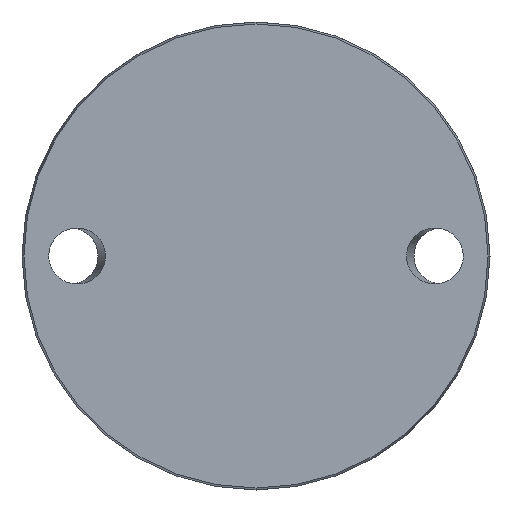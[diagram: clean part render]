
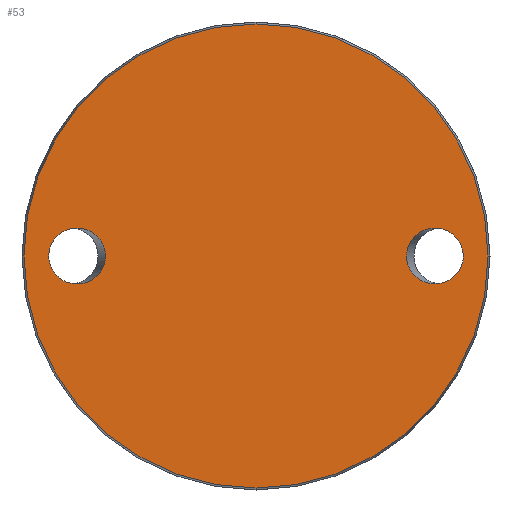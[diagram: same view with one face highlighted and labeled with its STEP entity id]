
A CAD part, front view. The second image highlights one B-rep face of the part: STEP entity #53.
In plain terms, the highlighted planar face has unit normal (0, -1, 0).
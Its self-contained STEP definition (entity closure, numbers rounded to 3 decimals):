
#18 = CARTESIAN_POINT ( 'NONE',  ( 61.115, 0., -16.5 ) ) ;
#53 = ADVANCED_FACE ( 'NONE', ( #770, #161, #1019 ), #789, .F. ) ;
#67 =( BOUNDED_CURVE ( )  B_SPLINE_CURVE ( 3, ( #117, #265, #365, #830, #894, #187, #810 ),
 .UNSPECIFIED., .T., .T. ) 
 B_SPLINE_CURVE_WITH_KNOTS ( ( 4, 3, 4 ),
 ( 0., 3.142, 6.283 ),
 .UNSPECIFIED. ) 
 CURVE ( )  GEOMETRIC_REPRESENTATION_ITEM ( )  RATIONAL_B_SPLINE_CURVE ( ( 1., 0.333, 0.333, 1., 0.333, 0.333, 1. ) ) 
 REPRESENTATION_ITEM ( '' )  );
#107 = CARTESIAN_POINT ( 'NONE',  ( 61.115, 0., 0. ) ) ;
#111 = CARTESIAN_POINT ( 'NONE',  ( 44.385, 0., 0. ) ) ;
#117 = CARTESIAN_POINT ( 'NONE',  ( -61.115, 0., 0. ) ) ;
#161 = FACE_BOUND ( 'NONE', #817, .T. ) ;
#164 = ORIENTED_EDGE ( 'NONE', *, *, #227, .T. ) ;
#186 = VERTEX_POINT ( 'NONE', #264 ) ;
#187 = CARTESIAN_POINT ( 'NONE',  ( -61.115, 0., -16.5 ) ) ;
#225 = DIRECTION ( 'NONE',  ( 0., 0., -1. ) ) ;
#227 = EDGE_CURVE ( 'NONE', #186, #186, #764, .T. ) ;
#245 = EDGE_CURVE ( 'NONE', #498, #498, #993, .T. ) ;
#264 = CARTESIAN_POINT ( 'NONE',  ( 0., 0., -68.425 ) ) ;
#265 = CARTESIAN_POINT ( 'NONE',  ( -61.115, 0., 16.5 ) ) ;
#331 = CARTESIAN_POINT ( 'NONE',  ( 44.385, 0., -16.5 ) ) ;
#365 = CARTESIAN_POINT ( 'NONE',  ( -44.385, 0., 16.5 ) ) ;
#390 = DIRECTION ( 'NONE',  ( 0., 1., 0. ) ) ;
#416 = CARTESIAN_POINT ( 'NONE',  ( 61.115, 0., 16.5 ) ) ;
#475 = CARTESIAN_POINT ( 'NONE',  ( -61.115, 0., 0. ) ) ;
#498 = VERTEX_POINT ( 'NONE', #111 ) ;
#502 = AXIS2_PLACEMENT_3D ( 'NONE', #949, #864, #225 ) ;
#568 = CARTESIAN_POINT ( 'NONE',  ( 44.385, 0., 0. ) ) ;
#610 = AXIS2_PLACEMENT_3D ( 'NONE', #936, #390, #681 ) ;
#655 = ORIENTED_EDGE ( 'NONE', *, *, #825, .T. ) ;
#681 = DIRECTION ( 'NONE',  ( 0., 0., 1. ) ) ;
#730 = CARTESIAN_POINT ( 'NONE',  ( 44.385, 0., 16.5 ) ) ;
#764 = CIRCLE ( 'NONE', #502, 68.425 ) ;
#770 = FACE_BOUND ( 'NONE', #828, .T. ) ;
#789 = PLANE ( 'NONE',  #610 ) ;
#795 = CARTESIAN_POINT ( 'NONE',  ( 44.385, 0., 0. ) ) ;
#810 = CARTESIAN_POINT ( 'NONE',  ( -61.115, 0., 0. ) ) ;
#817 = EDGE_LOOP ( 'NONE', ( #911 ) ) ;
#825 = EDGE_CURVE ( 'NONE', #1031, #1031, #67, .T. ) ;
#828 = EDGE_LOOP ( 'NONE', ( #655 ) ) ;
#830 = CARTESIAN_POINT ( 'NONE',  ( -44.385, 0., 0. ) ) ;
#864 = DIRECTION ( 'NONE',  ( 0., -1., 0. ) ) ;
#894 = CARTESIAN_POINT ( 'NONE',  ( -44.385, 0., -16.5 ) ) ;
#911 = ORIENTED_EDGE ( 'NONE', *, *, #245, .F. ) ;
#914 = EDGE_LOOP ( 'NONE', ( #164 ) ) ;
#936 = CARTESIAN_POINT ( 'NONE',  ( -68.425, 0., 0. ) ) ;
#949 = CARTESIAN_POINT ( 'NONE',  ( 0., 0., 0. ) ) ;
#993 =( BOUNDED_CURVE ( )  B_SPLINE_CURVE ( 3, ( #795, #331, #18, #107, #416, #730, #568 ),
 .UNSPECIFIED., .T., .F. ) 
 B_SPLINE_CURVE_WITH_KNOTS ( ( 4, 3, 4 ),
 ( 0., 3.142, 6.283 ),
 .UNSPECIFIED. ) 
 CURVE ( )  GEOMETRIC_REPRESENTATION_ITEM ( )  RATIONAL_B_SPLINE_CURVE ( ( 1., 0.333, 0.333, 1., 0.333, 0.333, 1. ) ) 
 REPRESENTATION_ITEM ( '' )  );
#1019 = FACE_OUTER_BOUND ( 'NONE', #914, .T. ) ;
#1031 = VERTEX_POINT ( 'NONE', #475 ) ;
